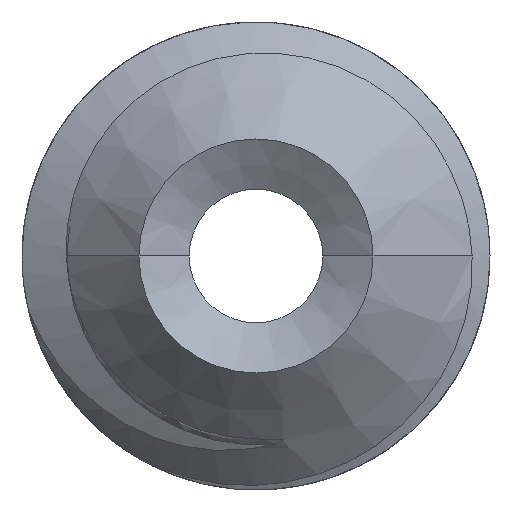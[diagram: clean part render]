
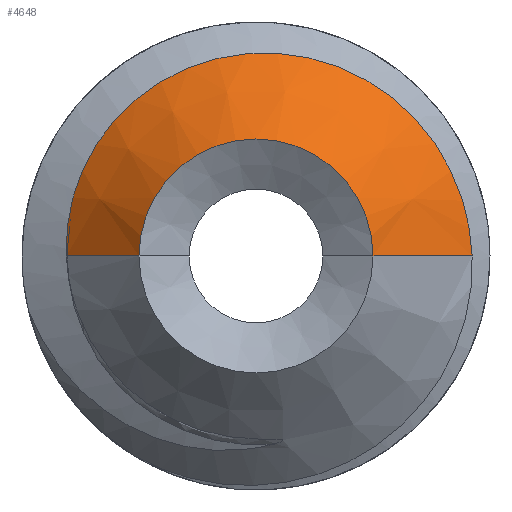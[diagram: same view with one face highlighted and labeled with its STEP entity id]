
A CAD part, left-side view. The second image highlights one B-rep face of the part: STEP entity #4648.
In plain terms, the highlighted conical face has half-angle 45 degrees and reference radius 1.266 mm.
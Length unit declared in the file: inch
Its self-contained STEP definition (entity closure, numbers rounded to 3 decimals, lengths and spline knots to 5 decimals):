
#1801=CARTESIAN_POINT('',(0.02173,0.05673,0.));
#1802=CARTESIAN_POINT('',(0.02186,0.05686,
0.003));
#1803=CARTESIAN_POINT('',(0.02213,0.05665,
0.00905));
#1804=CARTESIAN_POINT('',(0.02253,0.05488,
0.01804));
#1805=CARTESIAN_POINT('',(0.02293,0.05172,
0.02661));
#1806=CARTESIAN_POINT('',(0.02332,0.04723,
0.03463));
#1807=CARTESIAN_POINT('',(0.02372,0.04145,
0.04195));
#1808=CARTESIAN_POINT('',(0.02413,0.03444,
0.04838));
#1809=CARTESIAN_POINT('',(0.02453,0.02645,
0.05362));
#1810=CARTESIAN_POINT('',(0.02493,0.01785,
0.05747));
#1811=CARTESIAN_POINT('',(0.02532,0.00873,
0.05994));
#1812=CARTESIAN_POINT('',(0.02572,-0.00067,
0.06096));
#1813=CARTESIAN_POINT('',(0.02611,-0.01026,
0.0605));
#1814=CARTESIAN_POINT('',(0.02651,-0.01962,
0.05855));
#1815=CARTESIAN_POINT('',(0.0269,-0.02869,
0.05514));
#1816=CARTESIAN_POINT('',(0.0273,-0.03729,
0.05024));
#1817=CARTESIAN_POINT('',(0.0277,-0.04503,
0.044));
#1818=CARTESIAN_POINT('',(0.02809,-0.05161,
0.03672));
#1819=CARTESIAN_POINT('',(0.02848,-0.05697,
0.02856));
#1820=CARTESIAN_POINT('',(0.02887,-0.06107,
0.01958));
#1821=CARTESIAN_POINT('',(0.02926,-0.06375,
0.00992));
#1822=CARTESIAN_POINT('',(0.02952,-0.06452,
0.00331));
#1823=CARTESIAN_POINT('',(0.02965,-0.06465,0.));
#2041=DIRECTION('',(0.707,0.707,0.));
#2042=VECTOR('',#2041,0.03073);
#2043=CARTESIAN_POINT('',(0.,0.035,0.));
#2044=LINE('',#2043,#2042);
#2045=DIRECTION('',(0.707,-0.707,0.));
#2046=VECTOR('',#2045,0.04193);
#2047=CARTESIAN_POINT('',(0.,-0.035,0.));
#2048=LINE('',#2047,#2046);
#2049=CARTESIAN_POINT('',(0.,0.,0.));
#2050=DIRECTION('',(1.,0.,0.));
#2051=DIRECTION('',(0.,1.,0.));
#2052=AXIS2_PLACEMENT_3D('',#2049,#2050,#2051);
#2210=CARTESIAN_POINT('',(0.,0.035,0.));
#2211=CARTESIAN_POINT('',(0.02173,0.05673,0.));
#2212=VERTEX_POINT('',#2210);
#2213=VERTEX_POINT('',#2211);
#2214=CARTESIAN_POINT('',(0.,-0.035,0.));
#2215=CARTESIAN_POINT('',(0.02965,-0.06465,0.));
#2216=VERTEX_POINT('',#2214);
#2217=VERTEX_POINT('',#2215);
#4636=CARTESIAN_POINT('',(0.01483,0.,0.));
#4637=DIRECTION('',(1.,0.,0.));
#4638=DIRECTION('',(0.,-1.,0.));
#4639=AXIS2_PLACEMENT_3D('',#4636,#4637,#4638);
#4640=CONICAL_SURFACE('',#4639,0.04983,45.);
#4641=ORIENTED_EDGE('',*,*,#4253,.T.);
#4642=ORIENTED_EDGE('',*,*,#4237,.T.);
#4643=ORIENTED_EDGE('',*,*,#4257,.F.);
#4645=ORIENTED_EDGE('',*,*,#4644,.F.);
#4646=EDGE_LOOP('',(#4641,#4642,#4643,#4645));
#4647=FACE_OUTER_BOUND('',#4646,.F.);
#1824=B_SPLINE_CURVE_WITH_KNOTS('',3,(#1801,#1802,#1803,#1804,#1805,#1806,#1807,
#1808,#1809,#1810,#1811,#1812,#1813,#1814,#1815,#1816,#1817,#1818,#1819,#1820,
#1821,#1822,#1823),.UNSPECIFIED.,.F.,.F.,(4,1,1,1,1,1,1,1,1,1,1,1,1,1,1,1,1,1,1,
1,4),(0.,0.05,0.1,0.15,0.2,0.25,0.3,0.35,0.4,0.45,0.5,
0.55,0.6,0.65,0.7,0.75,0.8,0.85,0.9,0.95,1.),.UNSPECIFIED.);
#2053=CIRCLE('',#2052,0.035);
#4237=EDGE_CURVE('',#2213,#2217,#1824,.T.);
#4253=EDGE_CURVE('',#2212,#2213,#2044,.T.);
#4257=EDGE_CURVE('',#2216,#2217,#2048,.T.);
#4644=EDGE_CURVE('',#2212,#2216,#2053,.T.);
#4648=ADVANCED_FACE('',(#4647),#4640,.T.);
